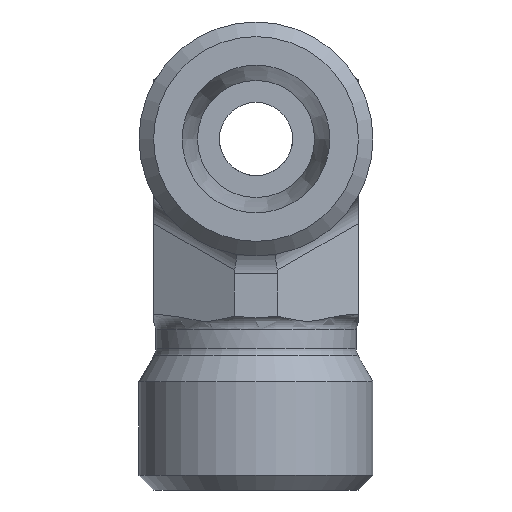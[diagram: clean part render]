
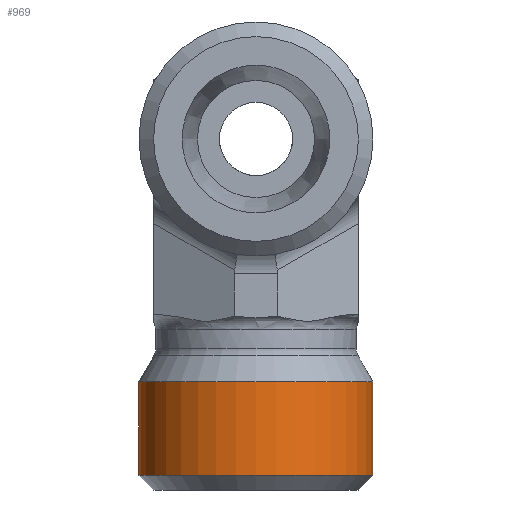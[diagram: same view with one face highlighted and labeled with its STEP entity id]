
A CAD part, front view. The second image highlights one B-rep face of the part: STEP entity #969.
In plain terms, the highlighted cylindrical face has radius 8 mm (diameter 16 mm), a full revolution.
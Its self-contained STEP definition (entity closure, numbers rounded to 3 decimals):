
#938=CARTESIAN_POINT('',(-11.485,9.544,-10.));
#939=VERTEX_POINT('',#938);
#940=CARTESIAN_POINT('',(-19.485,9.544,-10.));
#941=DIRECTION('',(0.0,0.0,-1.0));
#942=DIRECTION('',(-1.0,0.0,0.0));
#943=AXIS2_PLACEMENT_3D('',#940,#941,#942);
#944=CIRCLE('',#943,8.0);
#945=EDGE_CURVE('',#939,#939,#944,.T.);
#950=CARTESIAN_POINT('',(-19.485,9.544,-11.));
#951=DIRECTION('',(0.,0.,1.0));
#952=DIRECTION('',(-1.0,0.0,0.0));
#953=AXIS2_PLACEMENT_3D('',#950,#951,#952);
#954=CYLINDRICAL_SURFACE('',#953,8.0);
#955=CARTESIAN_POINT('',(-27.485,9.544,-3.592));
#956=VERTEX_POINT('',#955);
#957=CARTESIAN_POINT('',(-19.485,9.544,-3.592));
#958=DIRECTION('',(0.0,0.0,-1.0));
#959=DIRECTION('',(-1.0,0.0,0.0));
#960=AXIS2_PLACEMENT_3D('',#957,#958,#959);
#961=CIRCLE('',#960,8.0);
#962=EDGE_CURVE('',#956,#956,#961,.T.);
#963=ORIENTED_EDGE('',*,*,#962,.T.);
#964=EDGE_LOOP('',(#963));
#965=FACE_OUTER_BOUND('',#964,.T.);
#966=ORIENTED_EDGE('',*,*,#945,.F.);
#967=EDGE_LOOP('',(#966));
#968=FACE_BOUND('',#967,.T.);
#969=ADVANCED_FACE('',(#965,#968),#954,.T.);
